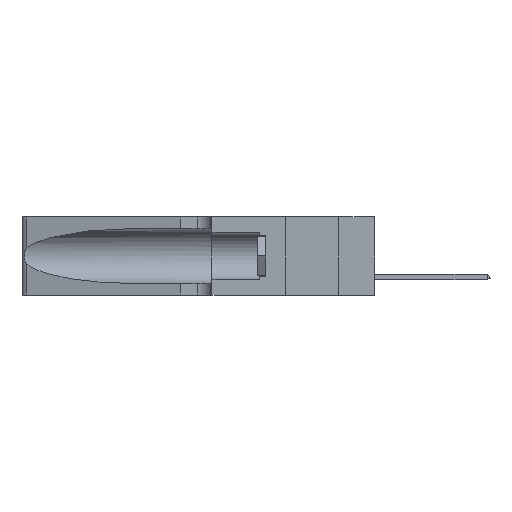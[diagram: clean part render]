
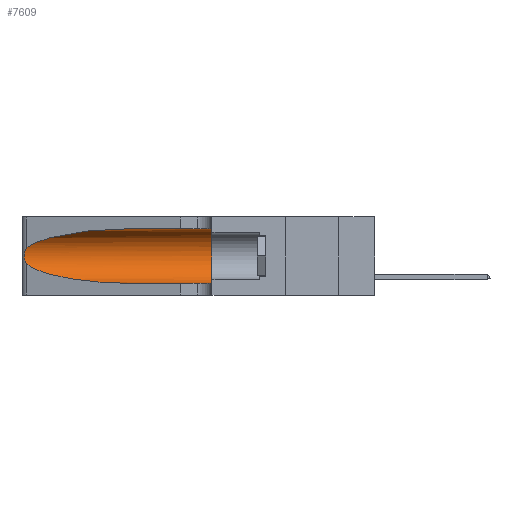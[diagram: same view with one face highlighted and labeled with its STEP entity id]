
A CAD part, left-side view. The second image highlights one B-rep face of the part: STEP entity #7609.
In plain terms, the highlighted cylindrical face has radius 3.308 mm (diameter 6.617 mm), a partial arc.
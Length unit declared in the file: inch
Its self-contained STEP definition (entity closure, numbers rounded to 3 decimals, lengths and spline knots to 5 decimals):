
#796 = CARTESIAN_POINT ( 'NONE',  ( 0.1305, 0.72297, 0.31525 ) ) ;
#1104 = VERTEX_POINT ( 'NONE', #40295 ) ;
#1675 = CARTESIAN_POINT ( 'NONE',  ( 0.25487, 1.22718, 0.14631 ) ) ;
#1775 = CARTESIAN_POINT ( 'NONE',  ( 0.25487, 1.22718, 0.22369 ) ) ;
#2087 = FACE_OUTER_BOUND ( 'NONE', #38904, .T. ) ;
#2402 = EDGE_CURVE ( 'NONE', #13963, #32140, #38807, .T. ) ;
#4446 = DIRECTION ( 'NONE',  ( 0., -1., 0. ) ) ;
#4991 = CARTESIAN_POINT ( 'NONE',  ( 0.26017, 1.23833, 0.17102 ) ) ;
#5710 = AXIS2_PLACEMENT_3D ( 'NONE', #29146, #26421, #14172 ) ;
#7018 = DIRECTION ( 'NONE',  ( 0., 0., 1. ) ) ;
#7609 = ADVANCED_FACE ( 'NONE', ( #2087 ), #8436, .F. ) ;
#7714 = CARTESIAN_POINT ( 'NONE',  ( 0.25639, 1.23186, 0.15144 ) ) ;
#7884 = ORIENTED_EDGE ( 'NONE', *, *, #26706, .T. ) ;
#8436 = CYLINDRICAL_SURFACE ( 'NONE', #5710, 0.13025 ) ;
#8657 = EDGE_CURVE ( 'NONE', #32140, #27879, #40405, .T. ) ;
#8755 = DIRECTION ( 'NONE',  ( 0., -1., 0. ) ) ;
#10914 = CARTESIAN_POINT ( 'NONE',  ( 0.25856, 1.23593, 0.16098 ) ) ;
#11194 = CARTESIAN_POINT ( 'NONE',  ( 0.25639, 1.23184, 0.21858 ) ) ;
#13721 = ORIENTED_EDGE ( 'NONE', *, *, #8657, .T. ) ;
#13920 =( BOUNDED_CURVE ( )  B_SPLINE_CURVE ( 3, ( #20377, #27159, #14351, #1775 ),
 .UNSPECIFIED., .F., .F. ) 
 B_SPLINE_CURVE_WITH_KNOTS ( ( 4, 4 ),
 ( 1.5708, 2.84003 ),
 .UNSPECIFIED. ) 
 CURVE ( )  GEOMETRIC_REPRESENTATION_ITEM ( )  RATIONAL_B_SPLINE_CURVE ( ( 1., 0.87, 0.87, 1. ) ) 
 REPRESENTATION_ITEM ( '' )  );
#13963 = VERTEX_POINT ( 'NONE', #39951 ) ;
#14172 = DIRECTION ( 'NONE',  ( 0., 0., -1. ) ) ;
#14351 = CARTESIAN_POINT ( 'NONE',  ( 0.2373, 1.15595, 0.28018 ) ) ;
#14653 = CARTESIAN_POINT ( 'NONE',  ( 0.25555, 1.22993, 0.14849 ) ) ;
#16359 = VERTEX_POINT ( 'NONE', #796 ) ;
#17008 = EDGE_CURVE ( 'NONE', #16359, #1104, #18215, .T. ) ;
#17009 = CARTESIAN_POINT ( 'NONE',  ( 0.1305, 0.35, 0.185 ) ) ;
#17273 = CARTESIAN_POINT ( 'NONE',  ( 0.25789, 1.23486, 0.15765 ) ) ;
#17748 = CARTESIAN_POINT ( 'NONE',  ( 0.25487, 1.22718, 0.14631 ) ) ;
#18215 = LINE ( 'NONE', #39609, #38271 ) ;
#18854 = AXIS2_PLACEMENT_3D ( 'NONE', #17009, #32637, #7018 ) ;
#19637 = ORIENTED_EDGE ( 'NONE', *, *, #39822, .T. ) ;
#20377 = CARTESIAN_POINT ( 'NONE',  ( 0.1305, 0.72297, 0.31525 ) ) ;
#20400 = ORIENTED_EDGE ( 'NONE', *, *, #17008, .F. ) ;
#21048 = CARTESIAN_POINT ( 'NONE',  ( 0.1305, 0.72297, 0.05475 ) ) ;
#22220 = B_SPLINE_CURVE_WITH_KNOTS ( 'NONE', 3,
 ( #24013, #29766, #11194, #36318, #23449, #26776, #33443, #26634, #4991, #10914, #17273, #7714, #14653, #1675 ),
 .UNSPECIFIED., .F., .F.,
 ( 4, 2, 2, 2, 2, 2, 4 ),
 ( 0., 0.00027, 0.00053, 0.00107, 0.0016, 0.00187, 0.00214 ),
 .UNSPECIFIED. ) ;
#23449 = CARTESIAN_POINT ( 'NONE',  ( 0.25854, 1.2359, 0.20912 ) ) ;
#24013 = CARTESIAN_POINT ( 'NONE',  ( 0.25487, 1.22718, 0.22369 ) ) ;
#26421 = DIRECTION ( 'NONE',  ( 0., -1., 0. ) ) ;
#26634 = CARTESIAN_POINT ( 'NONE',  ( 0.26075, 1.23896, 0.178 ) ) ;
#26706 = EDGE_CURVE ( 'NONE', #16359, #29728, #13920, .T. ) ;
#26776 = CARTESIAN_POINT ( 'NONE',  ( 0.26018, 1.23835, 0.19895 ) ) ;
#27159 = CARTESIAN_POINT ( 'NONE',  ( 0.18966, 0.96281, 0.31525 ) ) ;
#27259 = CARTESIAN_POINT ( 'NONE',  ( 0.18966, 0.96281, 0.05475 ) ) ;
#27668 = CARTESIAN_POINT ( 'NONE',  ( 0.25487, 1.22718, 0.22369 ) ) ;
#27879 = VERTEX_POINT ( 'NONE', #37719 ) ;
#28446 = ORIENTED_EDGE ( 'NONE', *, *, #2402, .T. ) ;
#28643 = VECTOR ( 'NONE', #4446, 39.37008 ) ;
#29146 = CARTESIAN_POINT ( 'NONE',  ( 0.1305, 1.61858, 0.185 ) ) ;
#29643 = CARTESIAN_POINT ( 'NONE',  ( 0.1305, 1.61858, 0.05475 ) ) ;
#29728 = VERTEX_POINT ( 'NONE', #27668 ) ;
#29766 = CARTESIAN_POINT ( 'NONE',  ( 0.25555, 1.22994, 0.2215 ) ) ;
#30564 = EDGE_CURVE ( 'NONE', #1104, #27879, #40594, .T. ) ;
#32140 = VERTEX_POINT ( 'NONE', #21048 ) ;
#32637 = DIRECTION ( 'NONE',  ( 0., 1., 0. ) ) ;
#33443 = CARTESIAN_POINT ( 'NONE',  ( 0.26075, 1.23896, 0.19203 ) ) ;
#33824 = ORIENTED_EDGE ( 'NONE', *, *, #30564, .F. ) ;
#36318 = CARTESIAN_POINT ( 'NONE',  ( 0.25787, 1.23484, 0.2124 ) ) ;
#36665 = CARTESIAN_POINT ( 'NONE',  ( 0.1305, 0.72297, 0.05475 ) ) ;
#36805 = CARTESIAN_POINT ( 'NONE',  ( 0.2373, 1.15595, 0.08982 ) ) ;
#37719 = CARTESIAN_POINT ( 'NONE',  ( 0.1305, 0.35, 0.05475 ) ) ;
#38271 = VECTOR ( 'NONE', #8755, 39.37008 ) ;
#38807 =( BOUNDED_CURVE ( )  B_SPLINE_CURVE ( 3, ( #17748, #36805, #27259, #36665 ),
 .UNSPECIFIED., .F., .F. ) 
 B_SPLINE_CURVE_WITH_KNOTS ( ( 4, 4 ),
 ( 3.44316, 4.71239 ),
 .UNSPECIFIED. ) 
 CURVE ( )  GEOMETRIC_REPRESENTATION_ITEM ( )  RATIONAL_B_SPLINE_CURVE ( ( 1., 0.87, 0.87, 1. ) ) 
 REPRESENTATION_ITEM ( '' )  );
#38904 = EDGE_LOOP ( 'NONE', ( #7884, #19637, #28446, #13721, #33824, #20400 ) ) ;
#39609 = CARTESIAN_POINT ( 'NONE',  ( 0.1305, 1.61858, 0.31525 ) ) ;
#39822 = EDGE_CURVE ( 'NONE', #29728, #13963, #22220, .T. ) ;
#39951 = CARTESIAN_POINT ( 'NONE',  ( 0.25487, 1.22718, 0.14631 ) ) ;
#40295 = CARTESIAN_POINT ( 'NONE',  ( 0.1305, 0.35, 0.31525 ) ) ;
#40405 = LINE ( 'NONE', #29643, #28643 ) ;
#40594 = CIRCLE ( 'NONE', #18854, 0.13025 ) ;
